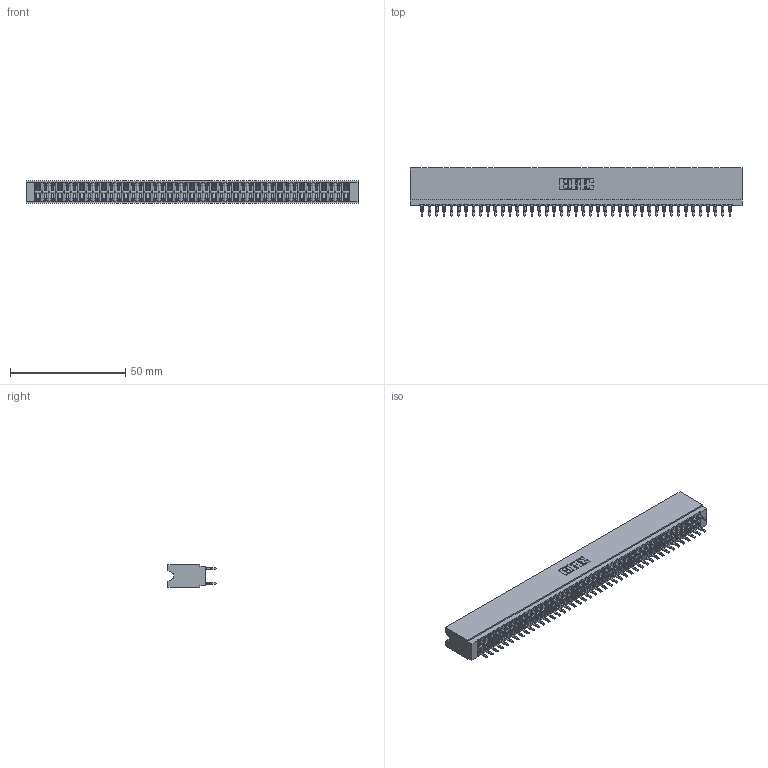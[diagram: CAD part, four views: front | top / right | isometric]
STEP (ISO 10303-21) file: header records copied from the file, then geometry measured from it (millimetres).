
FILE_DESCRIPTION (( 'STEP AP203' ), '1' );
FILE_NAME ('746-086-520-206.STEP', '2026-03-04T17:49:51', ( '' ), ( '' ), 'SwSTEP 2.0', 'SolidWorks 2023', '' );
FILE_SCHEMA (( 'CONFIG_CONTROL_DESIGN' ));
Length unit declared in the file: millimetre
Products named in the file (3): 746-086-520-206; 746-292-001_520; 746 Part_.515 Slot Depth - 06
Assembly tree (87 placements, depth 2):
  746-086-520-206
    746 Part_.515 Slot Depth - 06
    746-292-001_520  x86
Bounding box: 143.76 x 20.82 x 9.91 mm (x, y, z)
Volume: 15306.3 mm3; surface area: 24223.4 mm2
Topology: 87 solids, 87 shells, 7795 faces, 21421 edges, 13634 vertices
Faces by surface type: plane 4012, bspline 1720, cylinder 1547, torus 516
Entity records: 66231 total; most frequent: CARTESIAN_POINT 13158, ORIENTED_EDGE 11392, DIRECTION 9510, EDGE_CURVE 5696, LINE 5082, VECTOR 5082, VERTEX_POINT 3774, AXIS2_PLACEMENT_3D 2214
